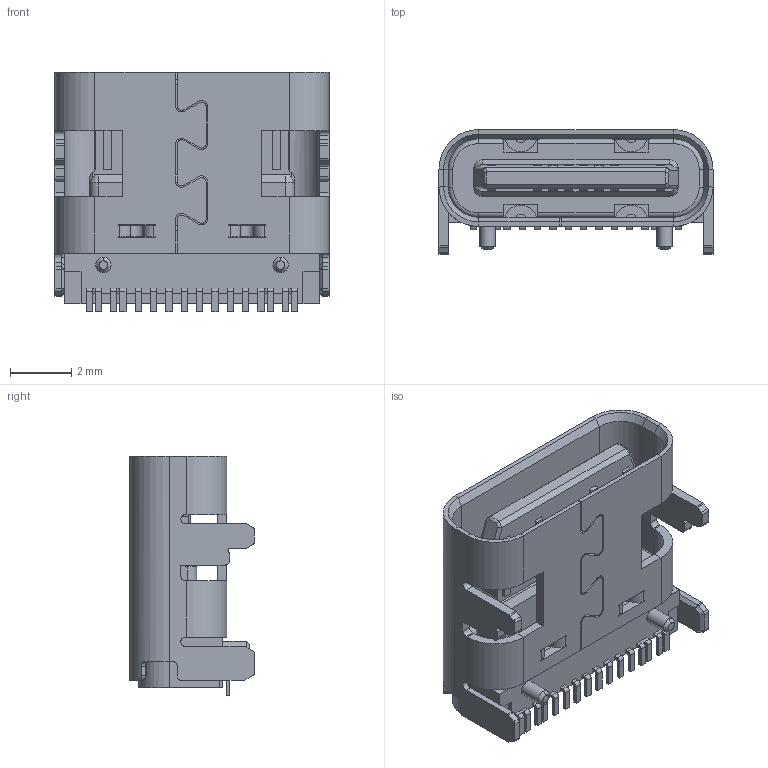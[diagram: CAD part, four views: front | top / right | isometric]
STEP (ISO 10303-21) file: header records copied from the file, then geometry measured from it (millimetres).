
FILE_DESCRIPTION (( 'STEP AP214' ), '1' );
FILE_NAME ('CQ-USB-C16PSMT01.STEP', '2021-04-13T14:31:40', ( '' ), ( '' ), 'SwSTEP 2.0', 'SolidWorks 2017', '' );
FILE_SCHEMA (( 'AUTOMOTIVE_DESIGN' ));
Length unit declared in the file: millimetre
Products named in the file (1): CQ-USB-C16PSMT01
Bounding box: 8.94 x 4.06 x 7.81 mm (x, y, z)
Volume: 116.5 mm3; surface area: 518.7 mm2
Topology: 30 solids, 30 shells, 816 faces, 2072 edges, 1310 vertices
Faces by surface type: plane 568, cylinder 189, cone 47, bspline 4, sphere 4, torus 4
Entity records: 24901 total; most frequent: CARTESIAN_POINT 4813, ORIENTED_EDGE 4116, DIRECTION 4016, EDGE_CURVE 2058, VECTOR 1614, LINE 1614, VERTEX_POINT 1310, AXIS2_PLACEMENT_3D 1201
